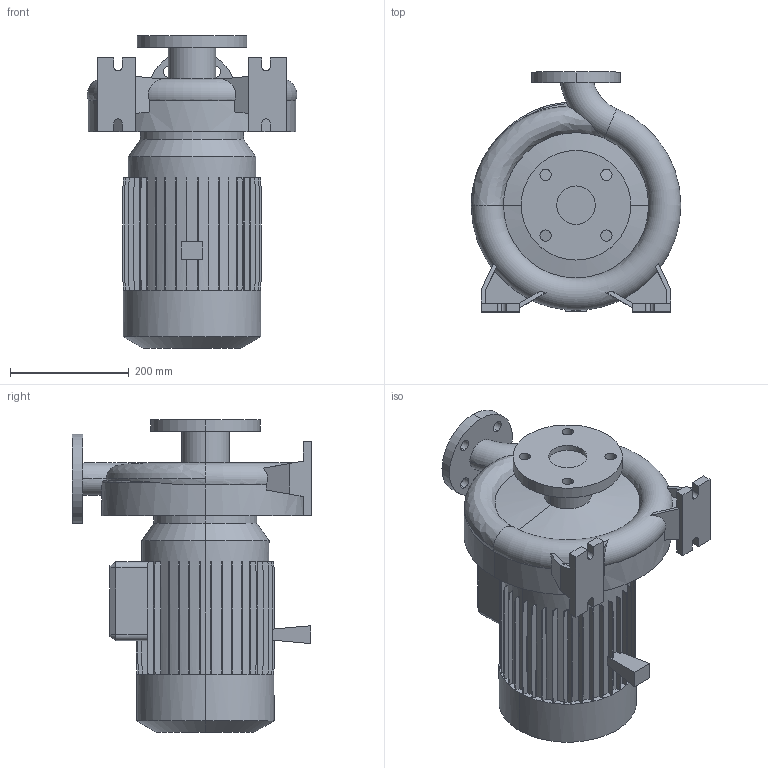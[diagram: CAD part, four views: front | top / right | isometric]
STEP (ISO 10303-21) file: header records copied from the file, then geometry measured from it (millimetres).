
FILE_DESCRIPTION (( 'STEP AP214' ), '1' );
FILE_NAME ('10010797swp01.step', '2021-10-12T14:37:03', ( '' ), ( '' ), 'SwSTEP 2.0', 'SolidWorks 2020', '' );
FILE_SCHEMA (( 'AUTOMOTIVE_DESIGN' ));
Length unit declared in the file: millimetre
Products named in the file (1): 10010797swp01
Bounding box: 354 x 405 x 528 mm (x, y, z)
Volume: 23517672.5 mm3; surface area: 905981.6 mm2
Topology: 1 solids, 1 shells, 387 faces, 1123 edges, 745 vertices
Faces by surface type: plane 316, cylinder 52, cone 11, torus 6, bspline 2
Entity records: 13992 total; most frequent: CARTESIAN_POINT 3625, ORIENTED_EDGE 2246, DIRECTION 2046, EDGE_CURVE 1123, VECTOR 882, LINE 882, VERTEX_POINT 745, AXIS2_PLACEMENT_3D 582
